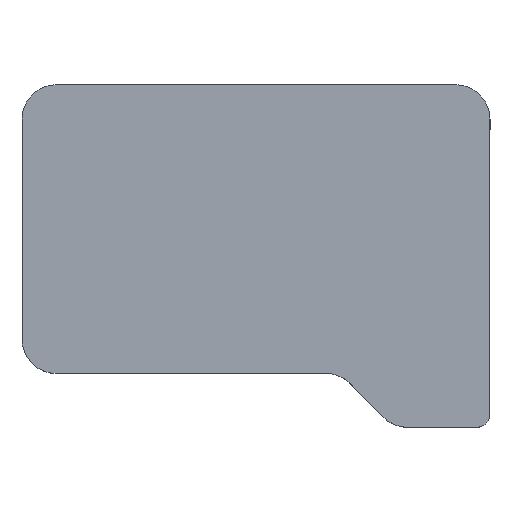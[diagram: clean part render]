
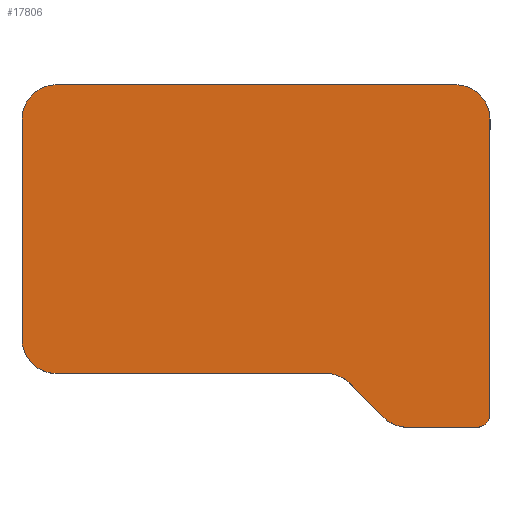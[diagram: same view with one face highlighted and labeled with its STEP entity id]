
A CAD part, top view. The second image highlights one B-rep face of the part: STEP entity #17806.
In plain terms, the highlighted planar face has unit normal (0, 0, 1).
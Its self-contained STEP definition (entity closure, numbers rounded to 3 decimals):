
#968=CIRCLE('',#19646,12.);
#970=CIRCLE('',#19650,30.);
#972=CIRCLE('',#19654,30.);
#974=CIRCLE('',#19658,32.);
#976=CIRCLE('',#19662,32.);
#978=CIRCLE('',#19666,32.);
#2378=FACE_OUTER_BOUND('',#3573,.T.);
#3573=EDGE_LOOP('',(#15412,#15413,#15414,#15415,#15416,#15417,#15418,#15419,
#15420,#15421,#15422,#15423));
#5239=LINE('',#29704,#7006);
#5244=LINE('',#29718,#7011);
#5248=LINE('',#29730,#7015);
#5252=LINE('',#29742,#7019);
#5256=LINE('',#29754,#7023);
#5260=LINE('',#29766,#7027);
#7006=VECTOR('',#23835,10.);
#7011=VECTOR('',#23848,10.);
#7015=VECTOR('',#23860,10.);
#7019=VECTOR('',#23872,10.);
#7023=VECTOR('',#23884,10.);
#7027=VECTOR('',#23896,10.);
#8589=VERTEX_POINT('',#29702);
#8590=VERTEX_POINT('',#29703);
#8593=VERTEX_POINT('',#29711);
#8595=VERTEX_POINT('',#29717);
#8597=VERTEX_POINT('',#29723);
#8599=VERTEX_POINT('',#29729);
#8601=VERTEX_POINT('',#29735);
#8603=VERTEX_POINT('',#29741);
#8605=VERTEX_POINT('',#29747);
#8607=VERTEX_POINT('',#29753);
#8609=VERTEX_POINT('',#29759);
#8611=VERTEX_POINT('',#29765);
#10883=EDGE_CURVE('',#8589,#8590,#5239,.T.);
#10887=EDGE_CURVE('',#8590,#8593,#968,.T.);
#10890=EDGE_CURVE('',#8593,#8595,#5244,.T.);
#10893=EDGE_CURVE('',#8595,#8597,#970,.T.);
#10896=EDGE_CURVE('',#8597,#8599,#5248,.T.);
#10899=EDGE_CURVE('',#8599,#8601,#972,.T.);
#10902=EDGE_CURVE('',#8601,#8603,#5252,.T.);
#10905=EDGE_CURVE('',#8603,#8605,#974,.T.);
#10908=EDGE_CURVE('',#8605,#8607,#5256,.T.);
#10911=EDGE_CURVE('',#8607,#8609,#976,.T.);
#10914=EDGE_CURVE('',#8609,#8611,#5260,.T.);
#10917=EDGE_CURVE('',#8611,#8589,#978,.T.);
#15412=ORIENTED_EDGE('',*,*,#10883,.F.);
#15413=ORIENTED_EDGE('',*,*,#10917,.F.);
#15414=ORIENTED_EDGE('',*,*,#10914,.F.);
#15415=ORIENTED_EDGE('',*,*,#10911,.F.);
#15416=ORIENTED_EDGE('',*,*,#10908,.F.);
#15417=ORIENTED_EDGE('',*,*,#10905,.F.);
#15418=ORIENTED_EDGE('',*,*,#10902,.F.);
#15419=ORIENTED_EDGE('',*,*,#10899,.F.);
#15420=ORIENTED_EDGE('',*,*,#10896,.F.);
#15421=ORIENTED_EDGE('',*,*,#10893,.F.);
#15422=ORIENTED_EDGE('',*,*,#10890,.F.);
#15423=ORIENTED_EDGE('',*,*,#10887,.F.);
#16864=PLANE('',#19669);
#17806=ADVANCED_FACE('',(#2378),#16864,.T.);
#19646=AXIS2_PLACEMENT_3D('',#29712,#23841,#23842);
#19650=AXIS2_PLACEMENT_3D('',#29724,#23853,#23854);
#19654=AXIS2_PLACEMENT_3D('',#29736,#23865,#23866);
#19658=AXIS2_PLACEMENT_3D('',#29748,#23877,#23878);
#19662=AXIS2_PLACEMENT_3D('',#29760,#23889,#23890);
#19666=AXIS2_PLACEMENT_3D('',#29771,#23901,#23902);
#19669=AXIS2_PLACEMENT_3D('',#29774,#23907,#23908);
#23835=DIRECTION('',(0.,-1.,0.));
#23841=DIRECTION('center_axis',(0.,0.,-1.));
#23842=DIRECTION('ref_axis',(0.,-1.,0.));
#23848=DIRECTION('',(-1.,0.,0.));
#23853=DIRECTION('center_axis',(0.,0.,-1.));
#23854=DIRECTION('ref_axis',(-0.707,-0.707,0.));
#23860=DIRECTION('',(-0.707,0.707,0.));
#23865=DIRECTION('center_axis',(0.,0.,1.));
#23866=DIRECTION('ref_axis',(-0.707,-0.707,0.));
#23872=DIRECTION('',(-1.,0.,0.));
#23877=DIRECTION('center_axis',(0.,0.,-1.));
#23878=DIRECTION('ref_axis',(-1.,0.,0.));
#23884=DIRECTION('',(0.,1.,0.));
#23889=DIRECTION('center_axis',(0.,0.,-1.));
#23890=DIRECTION('ref_axis',(0.,1.,0.));
#23896=DIRECTION('',(1.,0.,0.));
#23901=DIRECTION('center_axis',(0.,0.,-1.));
#23902=DIRECTION('ref_axis',(1.,0.,0.));
#23907=DIRECTION('center_axis',(0.,0.,1.));
#23908=DIRECTION('ref_axis',(1.,0.,0.));
#29702=CARTESIAN_POINT('',(218.,102.5,2.));
#29703=CARTESIAN_POINT('',(218.,-172.5,2.));
#29704=CARTESIAN_POINT('',(218.,-172.5,2.));
#29711=CARTESIAN_POINT('',(206.,-184.5,2.));
#29712=CARTESIAN_POINT('Origin',(206.,-172.5,2.));
#29717=CARTESIAN_POINT('',(140.426,-184.5,2.));
#29718=CARTESIAN_POINT('',(140.426,-184.5,2.));
#29723=CARTESIAN_POINT('',(119.213,-175.713,2.));
#29724=CARTESIAN_POINT('Origin',(140.426,-154.5,2.));
#29729=CARTESIAN_POINT('',(86.787,-143.287,2.));
#29730=CARTESIAN_POINT('',(86.787,-143.287,2.));
#29735=CARTESIAN_POINT('',(65.574,-134.5,2.));
#29736=CARTESIAN_POINT('Origin',(65.574,-164.5,2.));
#29741=CARTESIAN_POINT('',(-186.,-134.5,2.));
#29742=CARTESIAN_POINT('',(-186.,-134.5,2.));
#29747=CARTESIAN_POINT('',(-218.,-102.5,2.));
#29748=CARTESIAN_POINT('Origin',(-186.,-102.5,2.));
#29753=CARTESIAN_POINT('',(-218.,102.5,2.));
#29754=CARTESIAN_POINT('',(-218.,102.5,2.));
#29759=CARTESIAN_POINT('',(-186.,134.5,2.));
#29760=CARTESIAN_POINT('Origin',(-186.,102.5,2.));
#29765=CARTESIAN_POINT('',(186.,134.5,2.));
#29766=CARTESIAN_POINT('',(186.,134.5,2.));
#29771=CARTESIAN_POINT('Origin',(186.,102.5,2.));
#29774=CARTESIAN_POINT('Origin',(10.281,-12.289,2.));
